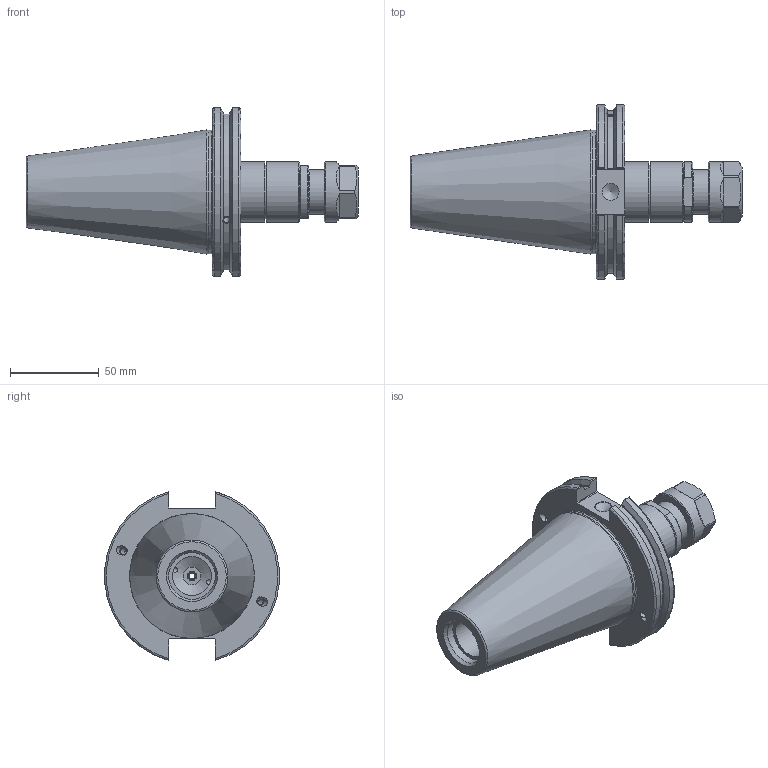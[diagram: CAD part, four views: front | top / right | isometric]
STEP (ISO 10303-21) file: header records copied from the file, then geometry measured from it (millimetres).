
FILE_DESCRIPTION(/* description */ ('','CAx-IF Rec.Pracs.---Representation and Presentation of Product Manufacturing Information (PMI)---4.0---2014-10-13'),/* implementation_level */ '2;1');
FILE_NAME(/* name */ 'JL062SYT.stp',/* time_stamp */ '2025-03-27T07:52:52+09:00',/* author */ ('eos'),/* organization */ (''),/* preprocessor_version */ 'ST-DEVELOPER v20',/* originating_system */ 'Autodesk Inventor 2025',/* authorisation */ '');
FILE_SCHEMA (('AP242_MANAGED_MODEL_BASED_3D_ENGINEERING_MIM_LF { 1 0 10303 442 1 1 4 }'));
Length unit declared in the file: millimetre
Products named in the file (5): LO-CAT50ADB-SYTER16-85; CAT50; SYNCHRO-ER20-31; SYTER16-COVER(RED); ER20NUT
Assembly tree (4 placements, depth 2):
  LO-CAT50ADB-SYTER16-85
    CAT50
    SYNCHRO-ER20-31
    SYTER16-COVER(RED)
    ER20NUT
Bounding box: 186.6 x 98.06 x 94.69 mm (x, y, z)
Volume: 361830.2 mm3; surface area: 66424.1 mm2
Topology: 4 solids, 5 shells, 196 faces, 479 edges, 312 vertices
Faces by surface type: plane 79, cylinder 61, cone 41, torus 15
Full cylindrical faces by diameter (mm): 3 x1, 3.242 x4, 4 x4, 4.1 x4, 4.134 x2, 4.2 x2, 4.3 x1, 5 x2, 5.2 x1, 5.5 x1, 9.525 x1, 10.1 x1, 10.2 x1, 10.6 x1, 13.5 x1, 16 x1, 18.4 x1, 21.76 x1, 21.971 x1, 23.5 x1, 23.6 x1, 24 x1, 24.4 x1, 25 x2, 25.5 x1, 26.2 x1, 28.3 x1, 30 x3, 34 x3, 69.25 x1
Entity records: 7499 total; most frequent: CARTESIAN_POINT 1928, DIRECTION 1133, ORIENTED_EDGE 934, AXIS2_PLACEMENT_3D 477, EDGE_CURVE 468, VERTEX_POINT 312, EDGE_LOOP 244, STYLED_ITEM 208
